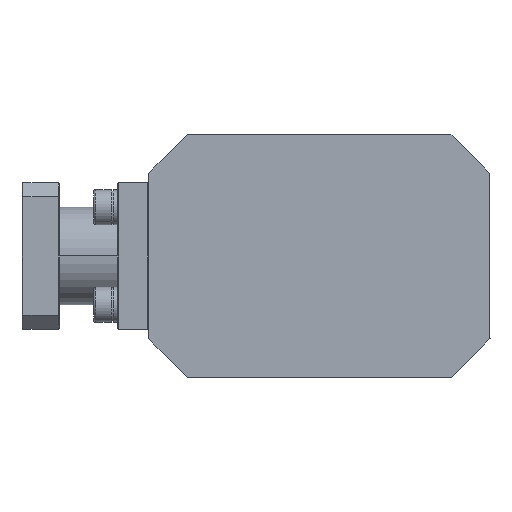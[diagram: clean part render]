
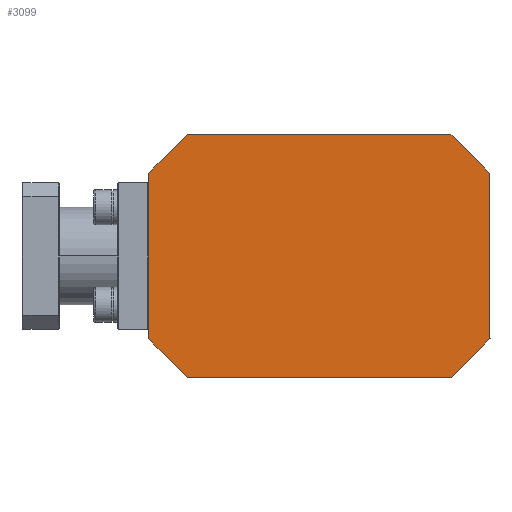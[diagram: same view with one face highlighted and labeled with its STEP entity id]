
A CAD part, front view. The second image highlights one B-rep face of the part: STEP entity #3099.
In plain terms, the highlighted planar face has unit normal (0, -1, 0).
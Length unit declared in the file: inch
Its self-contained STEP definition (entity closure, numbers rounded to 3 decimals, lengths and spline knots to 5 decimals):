
#42 = AXIS2_PLACEMENT_3D ( 'NONE', #7804, #5935, #6017 ) ;
#317 = VECTOR ( 'NONE', #6367, 39.37008 ) ;
#634 = VERTEX_POINT ( 'NONE', #9092 ) ;
#1823 = DIRECTION ( 'NONE',  ( -0.707, 0., -0.707 ) ) ;
#3099 = ADVANCED_FACE ( 'NONE', ( #12036 ), #9466, .F. ) ;
#3454 = VECTOR ( 'NONE', #1823, 39.37008 ) ;
#3844 = VECTOR ( 'NONE', #8553, 39.37008 ) ;
#3855 = VERTEX_POINT ( 'NONE', #10423 ) ;
#4875 = CARTESIAN_POINT ( 'NONE',  ( 3.20634, 1.12125, -2.8499 ) ) ;
#5089 = CARTESIAN_POINT ( 'NONE',  ( 1.85634, 1.12125, -1.5999 ) ) ;
#5457 = CARTESIAN_POINT ( 'NONE',  ( 1.85634, 1.12125, -1.5999 ) ) ;
#5657 = ORIENTED_EDGE ( 'NONE', *, *, #21741, .F. ) ;
#5935 = DIRECTION ( 'NONE',  ( 0., 1., 0. ) ) ;
#6017 = DIRECTION ( 'NONE',  ( 0., 0., 1. ) ) ;
#6148 = EDGE_CURVE ( 'NONE', #16959, #21855, #12154, .T. ) ;
#6367 = DIRECTION ( 'NONE',  ( -1., 0., 0. ) ) ;
#6508 = LINE ( 'NONE', #11512, #18745 ) ;
#7538 = VECTOR ( 'NONE', #17757, 39.37008 ) ;
#7804 = CARTESIAN_POINT ( 'NONE',  ( 2.53134, 1.12125, -2.2249 ) ) ;
#7846 = DIRECTION ( 'NONE',  ( 1., 0., 0. ) ) ;
#8139 = CARTESIAN_POINT ( 'NONE',  ( 1.85634, 1.12125, -2.8499 ) ) ;
#8553 = DIRECTION ( 'NONE',  ( 0.707, 0., 0.707 ) ) ;
#8854 = ORIENTED_EDGE ( 'NONE', *, *, #13583, .T. ) ;
#9092 = CARTESIAN_POINT ( 'NONE',  ( 1.65634, 1.12125, -2.6499 ) ) ;
#9466 = PLANE ( 'NONE',  #42 ) ;
#9559 = LINE ( 'NONE', #5457, #3454 ) ;
#10371 = CARTESIAN_POINT ( 'NONE',  ( 3.40634, 1.12125, -2.8499 ) ) ;
#10423 = CARTESIAN_POINT ( 'NONE',  ( 1.65634, 1.12125, -1.7999 ) ) ;
#10477 = VERTEX_POINT ( 'NONE', #5089 ) ;
#10883 = CARTESIAN_POINT ( 'NONE',  ( 3.40634, 1.12125, -2.6499 ) ) ;
#11512 = CARTESIAN_POINT ( 'NONE',  ( 1.65634, 1.12125, -1.5999 ) ) ;
#11573 = LINE ( 'NONE', #10371, #16314 ) ;
#11822 = CARTESIAN_POINT ( 'NONE',  ( 3.20634, 1.12125, -1.5999 ) ) ;
#12036 = FACE_OUTER_BOUND ( 'NONE', #12124, .T. ) ;
#12124 = EDGE_LOOP ( 'NONE', ( #5657, #15795, #20495, #8854, #19191, #14003, #18991, #12494 ) ) ;
#12154 = LINE ( 'NONE', #22004, #12701 ) ;
#12494 = ORIENTED_EDGE ( 'NONE', *, *, #6148, .T. ) ;
#12701 = VECTOR ( 'NONE', #16795, 39.37008 ) ;
#12769 = LINE ( 'NONE', #4875, #3844 ) ;
#13386 = DIRECTION ( 'NONE',  ( 0., 0., 1. ) ) ;
#13387 = CARTESIAN_POINT ( 'NONE',  ( 3.20634, 1.12125, -2.8499 ) ) ;
#13583 = EDGE_CURVE ( 'NONE', #634, #22323, #20633, .T. ) ;
#14003 = ORIENTED_EDGE ( 'NONE', *, *, #19960, .T. ) ;
#14923 = EDGE_CURVE ( 'NONE', #634, #3855, #15209, .T. ) ;
#15209 = LINE ( 'NONE', #16727, #16591 ) ;
#15308 = EDGE_CURVE ( 'NONE', #16959, #20008, #11573, .T. ) ;
#15795 = ORIENTED_EDGE ( 'NONE', *, *, #16983, .T. ) ;
#16314 = VECTOR ( 'NONE', #20864, 39.37008 ) ;
#16591 = VECTOR ( 'NONE', #13386, 39.37008 ) ;
#16680 = LINE ( 'NONE', #20680, #317 ) ;
#16727 = CARTESIAN_POINT ( 'NONE',  ( 1.65634, 1.12125, -2.8499 ) ) ;
#16795 = DIRECTION ( 'NONE',  ( -0.707, 0., 0.707 ) ) ;
#16959 = VERTEX_POINT ( 'NONE', #20859 ) ;
#16983 = EDGE_CURVE ( 'NONE', #10477, #3855, #9559, .T. ) ;
#17595 = CARTESIAN_POINT ( 'NONE',  ( 1.65634, 1.12125, -2.6499 ) ) ;
#17757 = DIRECTION ( 'NONE',  ( 0.707, 0., -0.707 ) ) ;
#18745 = VECTOR ( 'NONE', #7846, 39.37008 ) ;
#18991 = ORIENTED_EDGE ( 'NONE', *, *, #15308, .F. ) ;
#19191 = ORIENTED_EDGE ( 'NONE', *, *, #19407, .F. ) ;
#19407 = EDGE_CURVE ( 'NONE', #21453, #22323, #16680, .T. ) ;
#19960 = EDGE_CURVE ( 'NONE', #21453, #20008, #12769, .T. ) ;
#20008 = VERTEX_POINT ( 'NONE', #10883 ) ;
#20495 = ORIENTED_EDGE ( 'NONE', *, *, #14923, .F. ) ;
#20633 = LINE ( 'NONE', #17595, #7538 ) ;
#20680 = CARTESIAN_POINT ( 'NONE',  ( 1.65634, 1.12125, -2.8499 ) ) ;
#20859 = CARTESIAN_POINT ( 'NONE',  ( 3.40634, 1.12125, -1.7999 ) ) ;
#20864 = DIRECTION ( 'NONE',  ( 0., 0., -1. ) ) ;
#21453 = VERTEX_POINT ( 'NONE', #13387 ) ;
#21741 = EDGE_CURVE ( 'NONE', #10477, #21855, #6508, .T. ) ;
#21855 = VERTEX_POINT ( 'NONE', #11822 ) ;
#22004 = CARTESIAN_POINT ( 'NONE',  ( 3.40634, 1.12125, -1.7999 ) ) ;
#22323 = VERTEX_POINT ( 'NONE', #8139 ) ;
